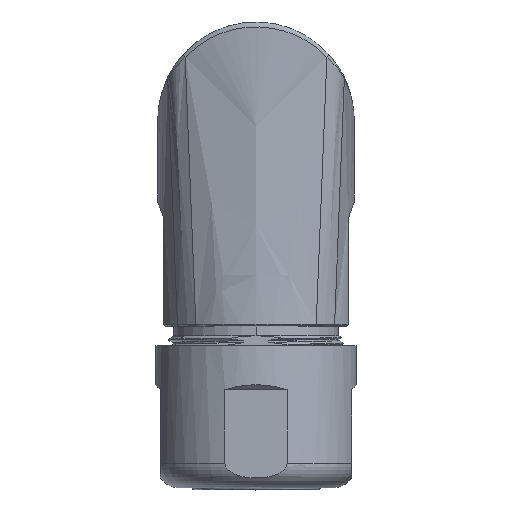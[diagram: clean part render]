
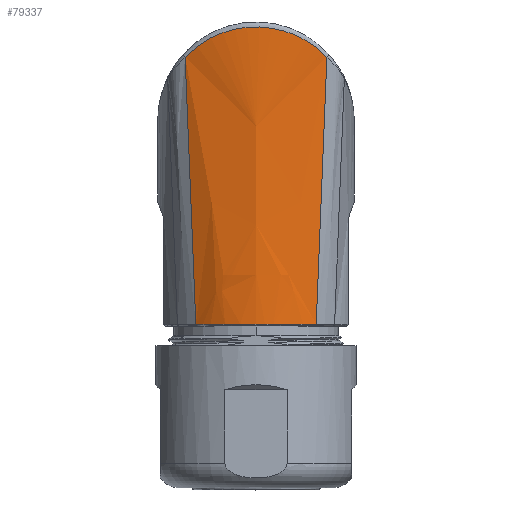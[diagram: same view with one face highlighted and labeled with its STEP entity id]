
A CAD part, top view. The second image highlights one B-rep face of the part: STEP entity #79337.
In plain terms, the highlighted free-form (B-spline) face has degree [3, 3] with [7, 4] control points.
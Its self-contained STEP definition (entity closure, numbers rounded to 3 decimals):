
#29002=CARTESIAN_POINT('',(-7.228,6.419,
9.231));
#29045=CARTESIAN_POINT('',(-7.228,6.419,
9.231));
#29046=CARTESIAN_POINT('',(-6.317,7.369,
9.593));
#29047=CARTESIAN_POINT('',(-4.089,8.923,
10.218));
#29048=CARTESIAN_POINT('',(0.,9.777,
10.563));
#29049=CARTESIAN_POINT('',(4.088,8.923,10.218));
#29050=CARTESIAN_POINT('',(6.317,7.37,9.593));
#29051=CARTESIAN_POINT('',(7.228,6.42,9.231));
#29053=CARTESIAN_POINT('',(6.137,-20.813,
7.91));
#29054=CARTESIAN_POINT('',(5.702,-20.811,
8.246));
#29055=CARTESIAN_POINT('',(4.776,-20.808,
8.846));
#29056=CARTESIAN_POINT('',(3.259,-20.805,
9.507));
#29057=CARTESIAN_POINT('',(1.653,-20.803,
9.912));
#29058=CARTESIAN_POINT('',(0.553,-20.803,
10.003));
#29059=CARTESIAN_POINT('',(0.002,-20.803,
10.003));
#29061=CARTESIAN_POINT('',(0.002,-20.803,
10.003));
#29062=CARTESIAN_POINT('',(-0.548,-20.803,
10.003));
#29063=CARTESIAN_POINT('',(-1.65,-20.803,
9.912));
#29064=CARTESIAN_POINT('',(-3.257,-20.805,
9.508));
#29065=CARTESIAN_POINT('',(-4.775,-20.808,
8.847));
#29066=CARTESIAN_POINT('',(-5.702,-20.811,
8.246));
#29067=CARTESIAN_POINT('',(-6.137,-20.813,
7.91));
#29069=DIRECTION('',(-0.04,0.998,0.048));
#29070=VECTOR('',#29069,27.286);
#29071=CARTESIAN_POINT('',(-6.137,-20.813,
7.91));
#29072=LINE('',#29071,#29070);
#29119=DIRECTION('',(0.04,0.998,0.048));
#29120=VECTOR('',#29119,27.287);
#29121=CARTESIAN_POINT('',(6.137,-20.813,
7.91));
#29122=LINE('',#29121,#29120);
#33374=VERTEX_POINT('',#29002);
#33375=CARTESIAN_POINT('',(-6.137,-20.813,
7.91));
#33376=VERTEX_POINT('',#33375);
#33378=VERTEX_POINT('',#29051);
#33379=CARTESIAN_POINT('',(6.137,-20.813,
7.91));
#33380=VERTEX_POINT('',#33379);
#33381=VERTEX_POINT('',#29061);
#79299=CARTESIAN_POINT('',(6.318,-21.419,
7.715));
#79300=CARTESIAN_POINT('',(6.766,-10.913,
8.251));
#79301=CARTESIAN_POINT('',(7.214,-0.407,
8.788));
#79302=CARTESIAN_POINT('',(7.661,10.099,9.324));
#79303=CARTESIAN_POINT('',(6.251,-21.419,
7.771));
#79304=CARTESIAN_POINT('',(6.689,-10.913,
8.298));
#79305=CARTESIAN_POINT('',(7.128,-0.407,
8.826));
#79306=CARTESIAN_POINT('',(7.566,10.099,9.353));
#79307=CARTESIAN_POINT('',(4.473,-21.419,
9.206));
#79308=CARTESIAN_POINT('',(4.676,-10.913,
9.5));
#79309=CARTESIAN_POINT('',(4.879,-0.407,
9.795));
#79310=CARTESIAN_POINT('',(5.082,10.099,10.089));
#79311=CARTESIAN_POINT('',(0.,-21.419,
10.751));
#79312=CARTESIAN_POINT('',(0.,-10.913,
10.771));
#79313=CARTESIAN_POINT('',(0.,-0.407,
10.791));
#79314=CARTESIAN_POINT('',(0.,10.099,
10.811));
#79315=CARTESIAN_POINT('',(-4.473,-21.419,
9.206));
#79316=CARTESIAN_POINT('',(-4.676,-10.913,
9.5));
#79317=CARTESIAN_POINT('',(-4.879,-0.407,
9.795));
#79318=CARTESIAN_POINT('',(-5.082,10.099,
10.089));
#79319=CARTESIAN_POINT('',(-6.251,-21.419,
7.771));
#79320=CARTESIAN_POINT('',(-6.689,-10.913,
8.298));
#79321=CARTESIAN_POINT('',(-7.128,-0.407,
8.826));
#79322=CARTESIAN_POINT('',(-7.566,10.099,
9.353));
#79323=CARTESIAN_POINT('',(-6.318,-21.419,
7.715));
#79324=CARTESIAN_POINT('',(-6.766,-10.913,
8.251));
#79325=CARTESIAN_POINT('',(-7.214,-0.407,
8.788));
#79326=CARTESIAN_POINT('',(-7.661,10.099,
9.324));
#79327=B_SPLINE_SURFACE_WITH_KNOTS('',3,3,((#79299,#79300,#79301,#79302),
(#79303,#79304,#79305,#79306),(#79307,#79308,#79309,#79310),(#79311,#79312,
#79313,#79314),(#79315,#79316,#79317,#79318),(#79319,#79320,#79321,#79322),(
#79323,#79324,#79325,#79326)),.UNSPECIFIED.,.F.,.F.,.F.,(4,1,1,1,4),(4,4),(
-0.02,0.,0.5,1.,1.02),(0.,
1.),.UNSPECIFIED.);
#79329=ORIENTED_EDGE('',*,*,#79328,.T.);
#79331=ORIENTED_EDGE('',*,*,#79330,.F.);
#79332=ORIENTED_EDGE('',*,*,#78962,.T.);
#79333=ORIENTED_EDGE('',*,*,#78960,.T.);
#79334=ORIENTED_EDGE('',*,*,#79291,.T.);
#79335=EDGE_LOOP('',(#79329,#79331,#79332,#79333,#79334));
#79336=FACE_OUTER_BOUND('',#79335,.F.);
#79337=ADVANCED_FACE('',(#79336),#79327,.F.);
#29052=B_SPLINE_CURVE_WITH_KNOTS('',3,(#29045,#29046,#29047,#29048,#29049,
#29050,#29051),.UNSPECIFIED.,.F.,.F.,(4,1,1,1,4),(0.,0.25,0.5,0.75,
1.),.UNSPECIFIED.);
#29060=B_SPLINE_CURVE_WITH_KNOTS('',3,(#29053,#29054,#29055,#29056,#29057,
#29058,#29059),.UNSPECIFIED.,.F.,.F.,(4,1,1,1,4),(0.,0.25,0.5,0.75,
1.),.UNSPECIFIED.);
#29068=B_SPLINE_CURVE_WITH_KNOTS('',3,(#29061,#29062,#29063,#29064,#29065,
#29066,#29067),.UNSPECIFIED.,.F.,.F.,(4,1,1,1,4),(0.,0.25,0.5,0.75,
1.),.UNSPECIFIED.);
#78960=EDGE_CURVE('',#33381,#33376,#29068,.T.);
#78962=EDGE_CURVE('',#33380,#33381,#29060,.T.);
#79291=EDGE_CURVE('',#33376,#33374,#29072,.T.);
#79328=EDGE_CURVE('',#33374,#33378,#29052,.T.);
#79330=EDGE_CURVE('',#33380,#33378,#29122,.T.);
